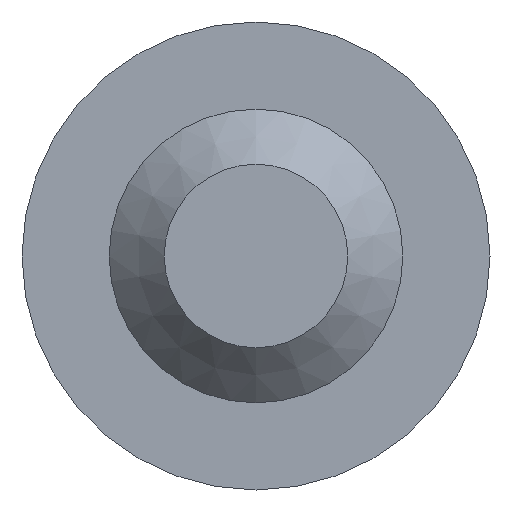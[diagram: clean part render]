
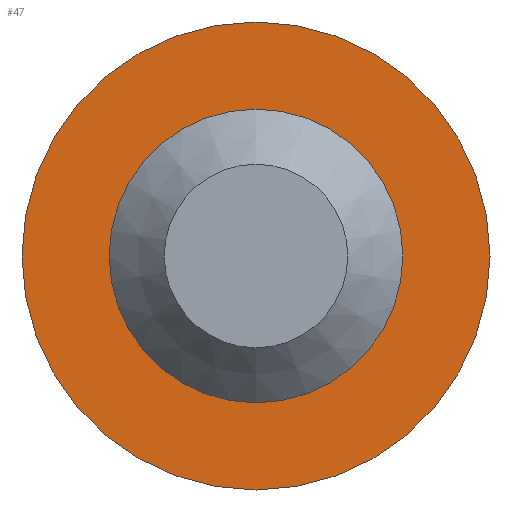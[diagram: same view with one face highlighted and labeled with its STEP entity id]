
A CAD part, front view. The second image highlights one B-rep face of the part: STEP entity #47.
In plain terms, the highlighted planar face has unit normal (0, -1, 0).
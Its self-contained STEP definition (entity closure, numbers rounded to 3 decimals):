
#47 = ADVANCED_FACE( '', ( #95, #96 ), #97, .F. );
#95 = FACE_BOUND( '', #136, .T. );
#96 = FACE_OUTER_BOUND( '', #137, .T. );
#97 = PLANE( '', #138 );
#136 = EDGE_LOOP( '', ( #185 ) );
#137 = EDGE_LOOP( '', ( #186 ) );
#138 = AXIS2_PLACEMENT_3D( '', #187, #188, #189 );
#185 = ORIENTED_EDGE( '', *, *, #207, .F. );
#186 = ORIENTED_EDGE( '', *, *, #199, .T. );
#187 = CARTESIAN_POINT( '', ( 0., 0., -12.75 ) );
#188 = DIRECTION( '', ( 0., 1., 0. ) );
#189 = DIRECTION( '', ( 0., 0., 1. ) );
#199 = EDGE_CURVE( '', #218, #218, #219, .T. );
#207 = EDGE_CURVE( '', #231, #231, #232, .T. );
#218 = VERTEX_POINT( '', #243 );
#219 = CIRCLE( '', #244, 12.75 );
#231 = VERTEX_POINT( '', #256 );
#232 = CIRCLE( '', #257, 7.75 );
#243 = CARTESIAN_POINT( '', ( 0., 0., -12.75 ) );
#244 = AXIS2_PLACEMENT_3D( '', #268, #269, #270 );
#256 = CARTESIAN_POINT( '', ( 0., 0., -7.75 ) );
#257 = AXIS2_PLACEMENT_3D( '', #283, #284, #285 );
#268 = CARTESIAN_POINT( '', ( 0., 0., 0. ) );
#269 = DIRECTION( '', ( 0., -1., 0. ) );
#270 = DIRECTION( '', ( 0., 0., -1. ) );
#283 = CARTESIAN_POINT( '', ( 0., 0., 0. ) );
#284 = DIRECTION( '', ( 0., -1., 0. ) );
#285 = DIRECTION( '', ( 0., 0., -1. ) );
